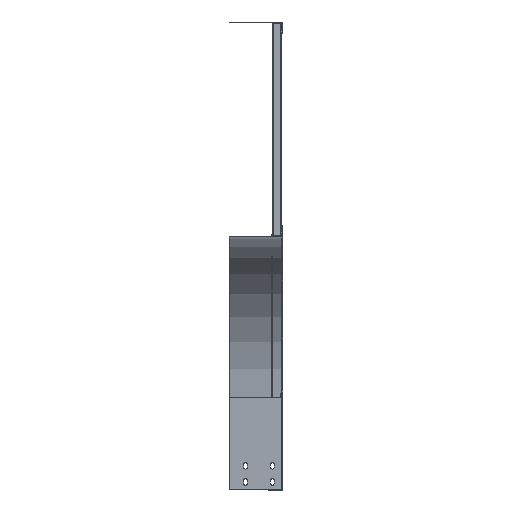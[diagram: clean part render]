
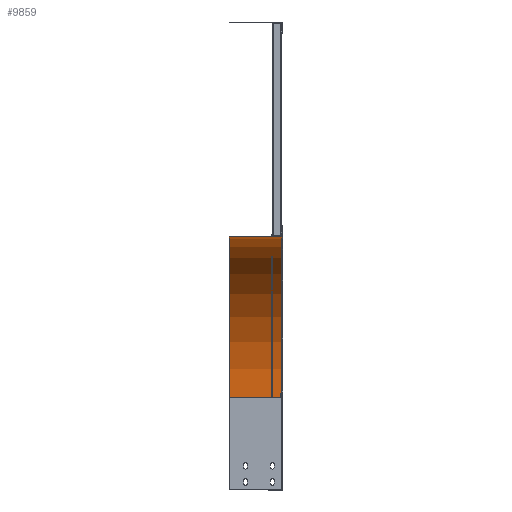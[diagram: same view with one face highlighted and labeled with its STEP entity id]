
A CAD part, left-side view. The second image highlights one B-rep face of the part: STEP entity #9859.
In plain terms, the highlighted cylindrical face has radius 298.8 mm (diameter 597.6 mm), a partial arc.
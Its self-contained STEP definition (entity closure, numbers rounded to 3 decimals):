
#93 = DIRECTION ( 'NONE',  ( 1., 0., 0. ) ) ;
#97 = DIRECTION ( 'NONE',  ( 0., 1., 0. ) ) ;
#100 = CARTESIAN_POINT ( 'NONE',  ( -500., -19.8, -301.4 ) ) ;
#863 = ORIENTED_EDGE ( 'NONE', *, *, #9228, .T. ) ;
#864 = ORIENTED_EDGE ( 'NONE', *, *, #9397, .F. ) ;
#865 = ORIENTED_EDGE ( 'NONE', *, *, #9201, .F. ) ;
#2981 = LINE ( 'NONE', #12881, #2984 ) ;
#2984 = VECTOR ( 'NONE', #12883, 1000. ) ;
#4803 = FACE_OUTER_BOUND ( 'NONE', #12690, .T. ) ;
#4805 = CYLINDRICAL_SURFACE ( 'NONE', #9088, 298.8 ) ;
#5274 = CARTESIAN_POINT ( 'NONE',  ( -500., 80.201, -301.4 ) ) ;
#5275 = DIRECTION ( 'NONE',  ( 0., 1., 0. ) ) ;
#5276 = DIRECTION ( 'NONE',  ( 1., 0., 0. ) ) ;
#5736 = VERTEX_POINT ( 'NONE', #7550 ) ;
#5738 = VERTEX_POINT ( 'NONE', #7552 ) ;
#5760 = VERTEX_POINT ( 'NONE', #7574 ) ;
#5948 = CARTESIAN_POINT ( 'NONE',  ( -500., -18., -301.4 ) ) ;
#5949 = DIRECTION ( 'NONE',  ( 0., 1., 0. ) ) ;
#5950 = DIRECTION ( 'NONE',  ( 1., 0., 0. ) ) ;
#6441 = CARTESIAN_POINT ( 'NONE',  ( -500., -18., -2.6 ) ) ;
#7550 = CARTESIAN_POINT ( 'NONE',  ( -201.2, 80.201, -301.4 ) ) ;
#7552 = CARTESIAN_POINT ( 'NONE',  ( -201.2, -18., -301.4 ) ) ;
#7574 = CARTESIAN_POINT ( 'NONE',  ( -500., 80.201, -2.6 ) ) ;
#8556 = ORIENTED_EDGE ( 'NONE', *, *, #10213, .F. ) ;
#9088 = AXIS2_PLACEMENT_3D ( 'NONE', #100, #97, #93 ) ;
#9191 = AXIS2_PLACEMENT_3D ( 'NONE', #5948, #5949, #5950 ) ;
#9196 = AXIS2_PLACEMENT_3D ( 'NONE', #5274, #5275, #5276 ) ;
#9201 = EDGE_CURVE ( 'NONE', #12532, #5738, #13630, .T. ) ;
#9228 = EDGE_CURVE ( 'NONE', #5760, #5736, #13658, .T. ) ;
#9397 = EDGE_CURVE ( 'NONE', #5760, #12532, #11208, .T. ) ;
#9859 = ADVANCED_FACE ( 'NONE', ( #4803 ), #4805, .F. ) ;
#10213 = EDGE_CURVE ( 'NONE', #5738, #5736, #2981, .T. ) ;
#11208 = LINE ( 'NONE', #13419, #11226 ) ;
#11226 = VECTOR ( 'NONE', #13408, 1000. ) ;
#12532 = VERTEX_POINT ( 'NONE', #6441 ) ;
#12690 = EDGE_LOOP ( 'NONE', ( #865, #864, #863, #8556 ) ) ;
#12881 = CARTESIAN_POINT ( 'NONE',  ( -201.2, 64.26, -301.4 ) ) ;
#12883 = DIRECTION ( 'NONE',  ( 0., 1., 0. ) ) ;
#13408 = DIRECTION ( 'NONE',  ( 0., -1., 0. ) ) ;
#13419 = CARTESIAN_POINT ( 'NONE',  ( -500., -18., -2.6 ) ) ;
#13630 = CIRCLE ( 'NONE', #9191, 298.8 ) ;
#13658 = CIRCLE ( 'NONE', #9196, 298.8 ) ;
